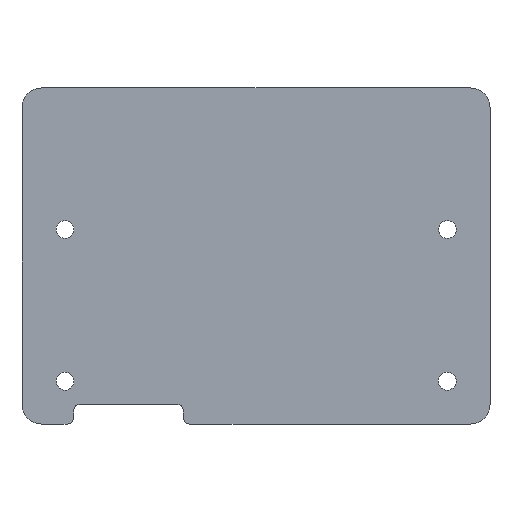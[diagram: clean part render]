
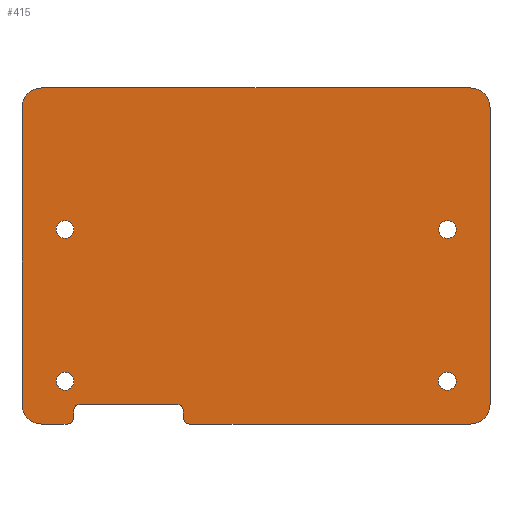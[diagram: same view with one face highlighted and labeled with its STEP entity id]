
A CAD part, top view. The second image highlights one B-rep face of the part: STEP entity #415.
In plain terms, the highlighted planar face has unit normal (0, 0, 1).
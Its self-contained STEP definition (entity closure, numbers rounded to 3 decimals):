
#15=FACE_BOUND('',#58,.T.);
#16=FACE_BOUND('',#59,.T.);
#17=FACE_BOUND('',#60,.T.);
#18=FACE_BOUND('',#61,.T.);
#24=PLANE('',#453);
#35=FACE_OUTER_BOUND('',#57,.T.);
#57=EDGE_LOOP('',(#289,#290,#291,#292,#293,#294,#295,#296,#297,#298,#299,
#300,#301,#302,#303,#304));
#58=EDGE_LOOP('',(#305));
#59=EDGE_LOOP('',(#306));
#60=EDGE_LOOP('',(#307));
#61=EDGE_LOOP('',(#308));
#87=LINE('',#637,#123);
#90=LINE('',#643,#126);
#91=LINE('',#647,#127);
#92=LINE('',#651,#128);
#93=LINE('',#655,#129);
#94=LINE('',#659,#130);
#95=LINE('',#663,#131);
#96=LINE('',#667,#132);
#123=VECTOR('',#507,10.);
#126=VECTOR('',#512,10.);
#127=VECTOR('',#515,10.);
#128=VECTOR('',#518,10.);
#129=VECTOR('',#521,10.);
#130=VECTOR('',#524,10.);
#131=VECTOR('',#527,10.);
#132=VECTOR('',#530,10.);
#158=CIRCLE('',#451,3.);
#159=CIRCLE('',#454,3.);
#160=CIRCLE('',#455,3.);
#161=CIRCLE('',#456,1.);
#162=CIRCLE('',#457,1.);
#163=CIRCLE('',#458,1.);
#164=CIRCLE('',#459,1.);
#165=CIRCLE('',#460,3.);
#166=CIRCLE('',#461,1.35);
#167=CIRCLE('',#462,1.35);
#168=CIRCLE('',#463,1.35);
#169=CIRCLE('',#464,1.35);
#183=VERTEX_POINT('',#630);
#184=VERTEX_POINT('',#632);
#185=VERTEX_POINT('',#636);
#187=VERTEX_POINT('',#642);
#188=VERTEX_POINT('',#644);
#189=VERTEX_POINT('',#646);
#190=VERTEX_POINT('',#648);
#191=VERTEX_POINT('',#650);
#192=VERTEX_POINT('',#652);
#193=VERTEX_POINT('',#654);
#194=VERTEX_POINT('',#656);
#195=VERTEX_POINT('',#658);
#196=VERTEX_POINT('',#660);
#197=VERTEX_POINT('',#662);
#198=VERTEX_POINT('',#664);
#199=VERTEX_POINT('',#666);
#200=VERTEX_POINT('',#669);
#201=VERTEX_POINT('',#671);
#202=VERTEX_POINT('',#673);
#203=VERTEX_POINT('',#675);
#223=EDGE_CURVE('',#183,#184,#158,.T.);
#225=EDGE_CURVE('',#185,#184,#87,.T.);
#228=EDGE_CURVE('',#183,#187,#90,.F.);
#229=EDGE_CURVE('',#188,#187,#159,.T.);
#230=EDGE_CURVE('',#188,#189,#91,.T.);
#231=EDGE_CURVE('',#189,#190,#160,.T.);
#232=EDGE_CURVE('',#190,#191,#92,.T.);
#233=EDGE_CURVE('',#191,#192,#161,.T.);
#234=EDGE_CURVE('',#192,#193,#93,.T.);
#235=EDGE_CURVE('',#193,#194,#162,.T.);
#236=EDGE_CURVE('',#194,#195,#94,.T.);
#237=EDGE_CURVE('',#195,#196,#163,.T.);
#238=EDGE_CURVE('',#196,#197,#95,.T.);
#239=EDGE_CURVE('',#197,#198,#164,.T.);
#240=EDGE_CURVE('',#198,#199,#96,.T.);
#241=EDGE_CURVE('',#199,#185,#165,.T.);
#242=EDGE_CURVE('',#200,#200,#166,.T.);
#243=EDGE_CURVE('',#201,#201,#167,.T.);
#244=EDGE_CURVE('',#202,#202,#168,.T.);
#245=EDGE_CURVE('',#203,#203,#169,.T.);
#289=ORIENTED_EDGE('',*,*,#223,.F.);
#290=ORIENTED_EDGE('',*,*,#228,.T.);
#291=ORIENTED_EDGE('',*,*,#229,.F.);
#292=ORIENTED_EDGE('',*,*,#230,.T.);
#293=ORIENTED_EDGE('',*,*,#231,.T.);
#294=ORIENTED_EDGE('',*,*,#232,.T.);
#295=ORIENTED_EDGE('',*,*,#233,.T.);
#296=ORIENTED_EDGE('',*,*,#234,.T.);
#297=ORIENTED_EDGE('',*,*,#235,.T.);
#298=ORIENTED_EDGE('',*,*,#236,.T.);
#299=ORIENTED_EDGE('',*,*,#237,.T.);
#300=ORIENTED_EDGE('',*,*,#238,.T.);
#301=ORIENTED_EDGE('',*,*,#239,.T.);
#302=ORIENTED_EDGE('',*,*,#240,.T.);
#303=ORIENTED_EDGE('',*,*,#241,.T.);
#304=ORIENTED_EDGE('',*,*,#225,.T.);
#305=ORIENTED_EDGE('',*,*,#242,.T.);
#306=ORIENTED_EDGE('',*,*,#243,.T.);
#307=ORIENTED_EDGE('',*,*,#244,.T.);
#308=ORIENTED_EDGE('',*,*,#245,.T.);
#415=ADVANCED_FACE('',(#35,#15,#16,#17,#18),#24,.T.);
#451=AXIS2_PLACEMENT_3D('',#633,#502,#503);
#453=AXIS2_PLACEMENT_3D('',#641,#510,#511);
#454=AXIS2_PLACEMENT_3D('',#645,#513,#514);
#455=AXIS2_PLACEMENT_3D('',#649,#516,#517);
#456=AXIS2_PLACEMENT_3D('',#653,#519,#520);
#457=AXIS2_PLACEMENT_3D('',#657,#522,#523);
#458=AXIS2_PLACEMENT_3D('',#661,#525,#526);
#459=AXIS2_PLACEMENT_3D('',#665,#528,#529);
#460=AXIS2_PLACEMENT_3D('',#668,#531,#532);
#461=AXIS2_PLACEMENT_3D('',#670,#533,#534);
#462=AXIS2_PLACEMENT_3D('',#672,#535,#536);
#463=AXIS2_PLACEMENT_3D('',#674,#537,#538);
#464=AXIS2_PLACEMENT_3D('',#676,#539,#540);
#502=DIRECTION('center_axis',(0.,0.,-1.));
#503=DIRECTION('ref_axis',(0.707,0.707,0.));
#507=DIRECTION('',(0.,1.,0.));
#510=DIRECTION('center_axis',(0.,0.,1.));
#511=DIRECTION('ref_axis',(1.,0.,0.));
#512=DIRECTION('',(1.,0.,0.));
#513=DIRECTION('center_axis',(0.,0.,-1.));
#514=DIRECTION('ref_axis',(-0.707,0.707,0.));
#515=DIRECTION('',(0.,-1.,0.));
#516=DIRECTION('center_axis',(0.,0.,1.));
#517=DIRECTION('ref_axis',(-1.,0.,0.));
#518=DIRECTION('',(1.,0.,0.));
#519=DIRECTION('center_axis',(0.,0.,1.));
#520=DIRECTION('ref_axis',(0.,-1.,0.));
#521=DIRECTION('',(0.,1.,0.));
#522=DIRECTION('center_axis',(0.,0.,-1.));
#523=DIRECTION('ref_axis',(0.,1.,0.));
#524=DIRECTION('',(1.,0.,0.));
#525=DIRECTION('center_axis',(0.,0.,-1.));
#526=DIRECTION('ref_axis',(1.,0.,0.));
#527=DIRECTION('',(0.,-1.,0.));
#528=DIRECTION('center_axis',(0.,0.,1.));
#529=DIRECTION('ref_axis',(-1.,0.,0.));
#530=DIRECTION('',(1.,0.,0.));
#531=DIRECTION('center_axis',(0.,0.,1.));
#532=DIRECTION('ref_axis',(0.,-1.,0.));
#533=DIRECTION('center_axis',(0.,0.,-1.));
#534=DIRECTION('ref_axis',(1.,0.,0.));
#535=DIRECTION('center_axis',(0.,0.,-1.));
#536=DIRECTION('ref_axis',(1.,0.,0.));
#537=DIRECTION('center_axis',(0.,0.,-1.));
#538=DIRECTION('ref_axis',(1.,0.,0.));
#539=DIRECTION('center_axis',(0.,0.,-1.));
#540=DIRECTION('ref_axis',(1.,0.,0.));
#630=CARTESIAN_POINT('',(111.058,32.779,2.));
#632=CARTESIAN_POINT('',(114.058,29.779,2.));
#633=CARTESIAN_POINT('Origin',(111.058,29.779,2.));
#636=CARTESIAN_POINT('',(114.058,-15.221,2.));
#637=CARTESIAN_POINT('',(114.058,26.779,2.));
#641=CARTESIAN_POINT('Origin',(78.558,5.779,2.));
#642=CARTESIAN_POINT('',(46.058,32.779,2.));
#643=CARTESIAN_POINT('',(94.808,32.779,2.));
#644=CARTESIAN_POINT('',(43.058,29.779,2.));
#645=CARTESIAN_POINT('Origin',(46.058,29.779,2.));
#646=CARTESIAN_POINT('',(43.058,-15.221,2.));
#647=CARTESIAN_POINT('',(43.058,-15.221,2.));
#648=CARTESIAN_POINT('',(46.058,-18.221,2.));
#649=CARTESIAN_POINT('Origin',(46.058,-15.221,2.));
#650=CARTESIAN_POINT('',(49.889,-18.221,2.));
#651=CARTESIAN_POINT('',(49.889,-18.221,2.));
#652=CARTESIAN_POINT('',(50.889,-17.221,2.));
#653=CARTESIAN_POINT('Origin',(49.889,-17.221,2.));
#654=CARTESIAN_POINT('',(50.889,-16.21,2.));
#655=CARTESIAN_POINT('',(50.889,-17.221,2.));
#656=CARTESIAN_POINT('',(51.889,-15.21,2.));
#657=CARTESIAN_POINT('Origin',(51.889,-16.21,2.));
#658=CARTESIAN_POINT('',(66.539,-15.21,2.));
#659=CARTESIAN_POINT('',(51.889,-15.21,2.));
#660=CARTESIAN_POINT('',(67.539,-16.21,2.));
#661=CARTESIAN_POINT('Origin',(66.539,-16.21,2.));
#662=CARTESIAN_POINT('',(67.539,-17.221,2.));
#663=CARTESIAN_POINT('',(67.539,-17.221,2.));
#664=CARTESIAN_POINT('',(68.539,-18.221,2.));
#665=CARTESIAN_POINT('Origin',(68.539,-17.221,2.));
#666=CARTESIAN_POINT('',(111.058,-18.221,2.));
#667=CARTESIAN_POINT('',(111.058,-18.221,2.));
#668=CARTESIAN_POINT('Origin',(111.058,-15.221,2.));
#669=CARTESIAN_POINT('',(106.231,-11.722,2.));
#670=CARTESIAN_POINT('Origin',(107.581,-11.722,2.));
#671=CARTESIAN_POINT('',(106.246,11.29,2.));
#672=CARTESIAN_POINT('Origin',(107.596,11.29,2.));
#673=CARTESIAN_POINT('',(48.243,11.29,2.));
#674=CARTESIAN_POINT('Origin',(49.593,11.29,2.));
#675=CARTESIAN_POINT('',(48.243,-11.722,2.));
#676=CARTESIAN_POINT('Origin',(49.593,-11.722,2.));
